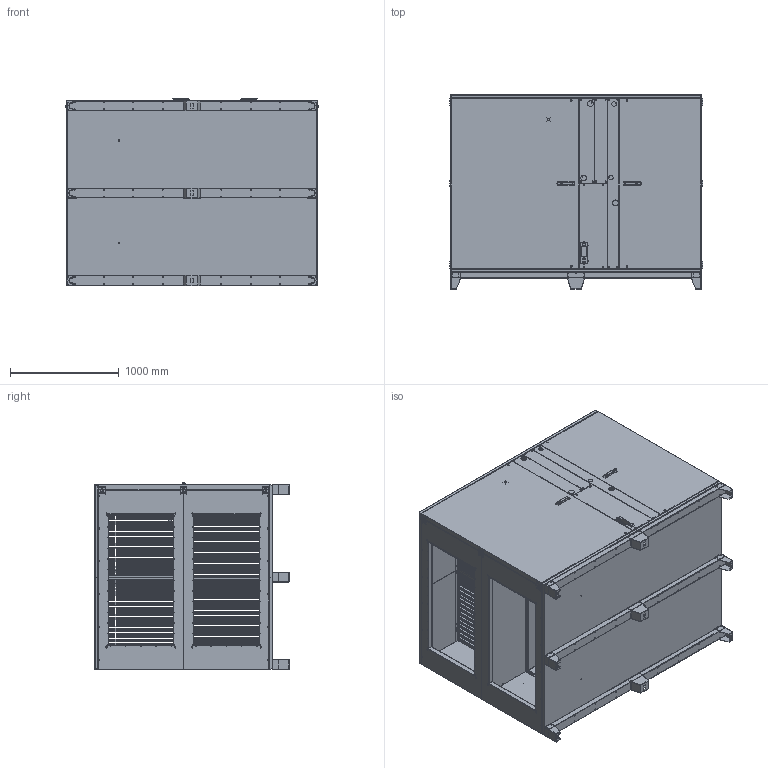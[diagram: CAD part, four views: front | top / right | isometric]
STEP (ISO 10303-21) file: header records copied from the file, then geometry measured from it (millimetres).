
FILE_DESCRIPTION (( 'STEP AP203' ), '1' );
FILE_NAME ('140780-00-ROTOK7600HWKJR.STEP', '2017-09-13T08:08:15', ( '' ), ( '' ), 'SwSTEP 2.0', 'SolidWorks 2012', '' );
FILE_SCHEMA (( 'CONFIG_CONTROL_DESIGN' ));
Products named in the file (1): 140780-00-ROTOK7600HWKJR
Bounding box: 2330.25 x 1783.6 x 1720.26 mm (x, y, z)
Surface area: 67303361.7 mm2 (no closed solid volume)
Topology: 0 solids, 573 shells, 1539 faces, 13926 edges, 12858 vertices
Faces by surface type: plane 904, cylinder 496, cone 85, torus 40, bspline 14
Entity records: 136731 total; most frequent: CARTESIAN_POINT 32582, DIRECTION 21730, ORIENTED_EDGE 15407, EDGE_CURVE 13926, VERTEX_POINT 12858, VECTOR 8524, LINE 8524, AXIS2_PLACEMENT_3D 6603
